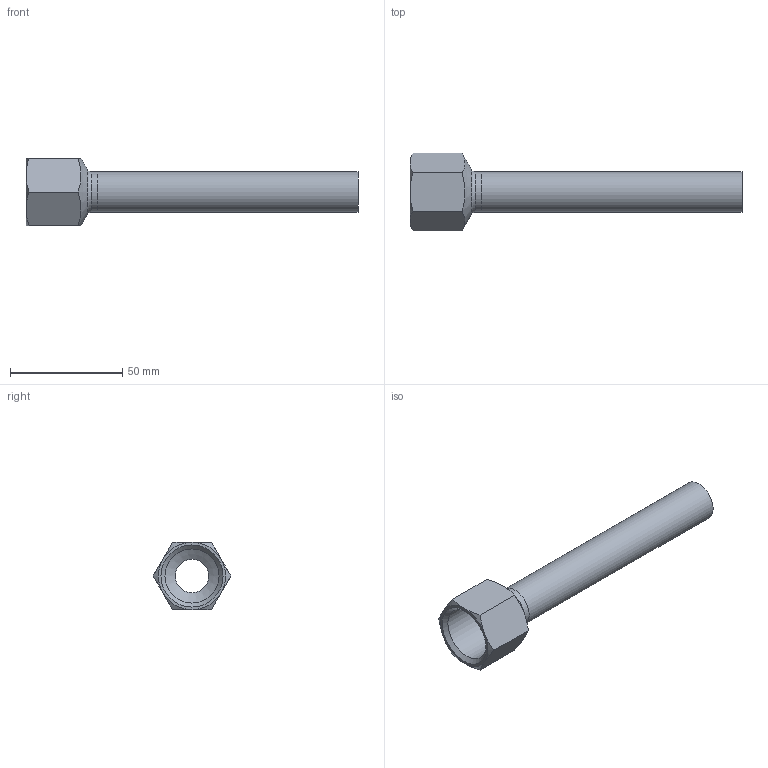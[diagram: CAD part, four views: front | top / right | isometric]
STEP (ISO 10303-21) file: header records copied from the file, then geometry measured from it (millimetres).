
FILE_DESCRIPTION(/* description */ (''),/* implementation_level */ '2;1');
FILE_NAME(/* name */ '90934.stp',/* time_stamp */ '2014-04-03T10:23:42+02:00',/* author */ ('bruh'),/* organization */ (''),/* preprocessor_version */ 'ST-DEVELOPER v15.2',/* originating_system */ 'Autodesk Inventor 2014',/* authorisation */ '');
FILE_SCHEMA (('AUTOMOTIVE_DESIGN { 1 0 10303 214 3 1 1 }'));
Length unit declared in the file: millimetre
Products named in the file (3): 102073; MAP Rohrende d18; 90934
Bounding box: 148 x 34.64 x 30 mm (x, y, z)
Volume: 19202.4 mm3; surface area: 18494.7 mm2
Topology: 2 solids, 2 shells, 25 faces, 52 edges, 31 vertices
Faces by surface type: plane 10, cone 9, cylinder 5, torus 1
Full cylindrical faces by diameter (mm): 15 x2, 18 x2, 24.117 x1
Entity records: 673 total; most frequent: CARTESIAN_POINT 138, DIRECTION 102, ORIENTED_EDGE 84, AXIS2_PLACEMENT_3D 48, EDGE_CURVE 42, EDGE_LOOP 38, VERTEX_POINT 30, ADVANCED_FACE 25
